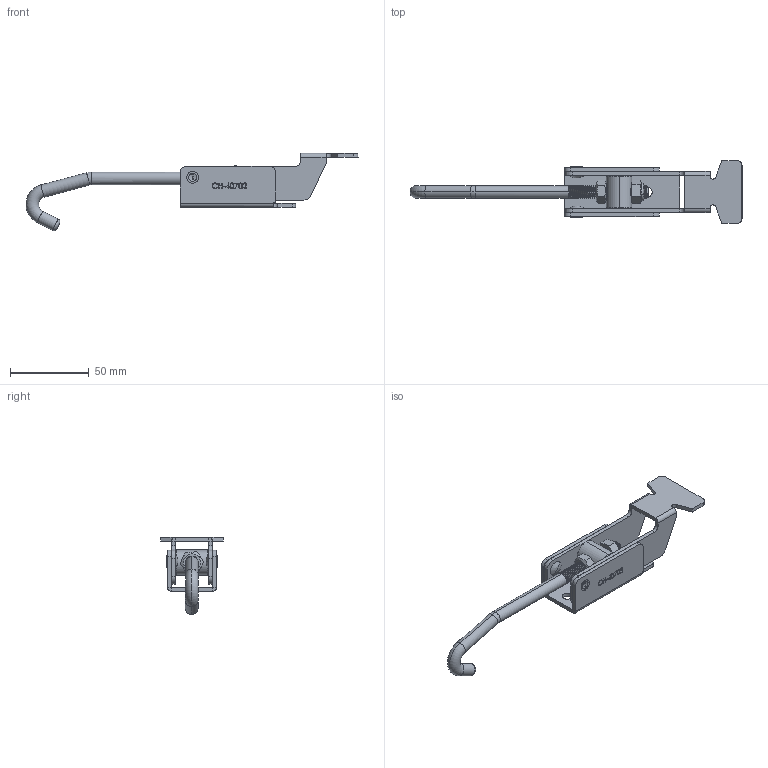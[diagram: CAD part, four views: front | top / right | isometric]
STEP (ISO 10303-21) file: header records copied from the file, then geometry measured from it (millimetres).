
FILE_DESCRIPTION (( 'STEP AP203' ), '1' );
FILE_NAME ('CH-40702.STEP', '2010-06-07T11:37:39', ( '微软用户' ), ( '微软中国' ), 'SwSTEP 2.0', 'SolidWorks 2008', '' );
FILE_SCHEMA (( 'CONFIG_CONTROL_DESIGN' ));
Length unit declared in the file: millimetre
Products named in the file (8): 40702-04_默认; 零件2_默认; CH-40702; 40702-01_默认; 40702-03_默认; 40702-02_默认; M8防松_默认; M8_默认
Assembly tree (8 placements, depth 2):
  CH-40702
    零件2_默认  x2
    40702-01_默认
    M8_默认
    M8防松_默认
    40702-02_默认
    40702-03_默认
    40702-04_默认
Bounding box: 210.42 x 39.8 x 49.05 mm (x, y, z)
Volume: 37775 mm3; surface area: 31072.7 mm2
Topology: 8 solids, 8 shells, 600 faces, 1609 edges, 1050 vertices
Faces by surface type: plane 220, bspline 177, cylinder 168, cone 27, torus 8
Entity records: 30947 total; most frequent: CARTESIAN_POINT 17020, ORIENTED_EDGE 3166, DIRECTION 2014, EDGE_CURVE 1583, VERTEX_POINT 1038, VECTOR 834, LINE 834, EDGE_LOOP 643
